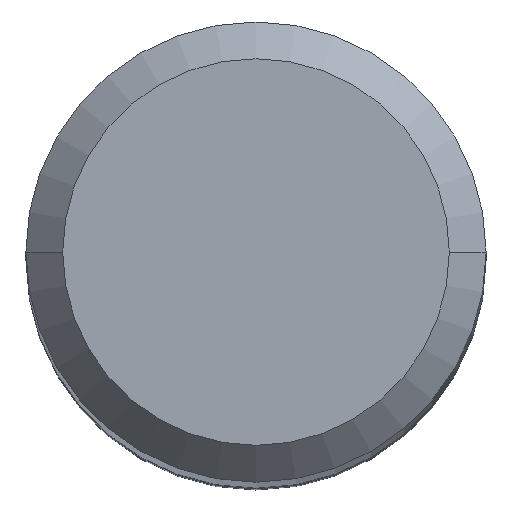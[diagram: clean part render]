
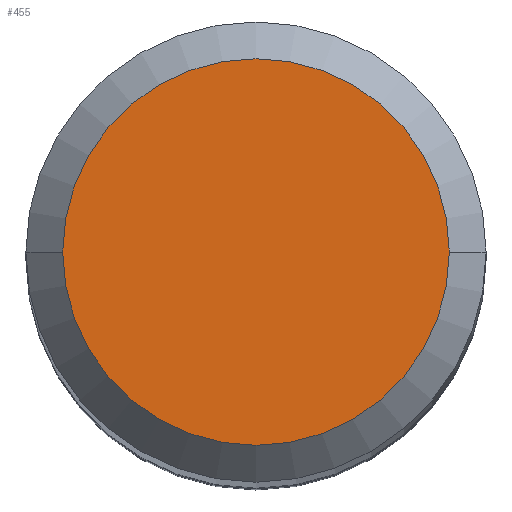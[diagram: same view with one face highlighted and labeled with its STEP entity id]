
A CAD part, top view. The second image highlights one B-rep face of the part: STEP entity #455.
In plain terms, the highlighted planar face has unit normal (0, 0, 1).
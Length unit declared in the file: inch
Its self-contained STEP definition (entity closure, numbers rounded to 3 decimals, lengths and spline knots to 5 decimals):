
#27 = AXIS2_PLACEMENT_3D ( 'NONE', #116, #599, #605 ) ;
#89 = CARTESIAN_POINT ( 'NONE',  ( -0.105, 0., 0. ) ) ;
#116 = CARTESIAN_POINT ( 'NONE',  ( 0., 0., 0. ) ) ;
#126 = VERTEX_POINT ( 'NONE', #89 ) ;
#139 = VERTEX_POINT ( 'NONE', #646 ) ;
#179 = ORIENTED_EDGE ( 'NONE', *, *, #260, .T. ) ;
#196 = AXIS2_PLACEMENT_3D ( 'NONE', #461, #641, #569 ) ;
#243 = FACE_OUTER_BOUND ( 'NONE', #363, .T. ) ;
#260 = EDGE_CURVE ( 'NONE', #139, #126, #444, .T. ) ;
#354 = ORIENTED_EDGE ( 'NONE', *, *, #597, .T. ) ;
#363 = EDGE_LOOP ( 'NONE', ( #354, #179 ) ) ;
#383 = DIRECTION ( 'NONE',  ( -1., 0., 0. ) ) ;
#439 = DIRECTION ( 'NONE',  ( 0., 0., -1. ) ) ;
#444 = CIRCLE ( 'NONE', #27, 0.105 ) ;
#455 = ADVANCED_FACE ( 'NONE', ( #243 ), #735, .F. ) ;
#461 = CARTESIAN_POINT ( 'NONE',  ( 0., 0., 0. ) ) ;
#569 = DIRECTION ( 'NONE',  ( 1., 0., 0. ) ) ;
#597 = EDGE_CURVE ( 'NONE', #126, #139, #779, .T. ) ;
#599 = DIRECTION ( 'NONE',  ( 0., 0., 1. ) ) ;
#605 = DIRECTION ( 'NONE',  ( 1., 0., 0. ) ) ;
#641 = DIRECTION ( 'NONE',  ( 0., 0., 1. ) ) ;
#646 = CARTESIAN_POINT ( 'NONE',  ( 0.105, 0., 0. ) ) ;
#677 = AXIS2_PLACEMENT_3D ( 'NONE', #741, #439, #383 ) ;
#735 = PLANE ( 'NONE',  #677 ) ;
#741 = CARTESIAN_POINT ( 'NONE',  ( 0., 0.105, 0. ) ) ;
#779 = CIRCLE ( 'NONE', #196, 0.105 ) ;
